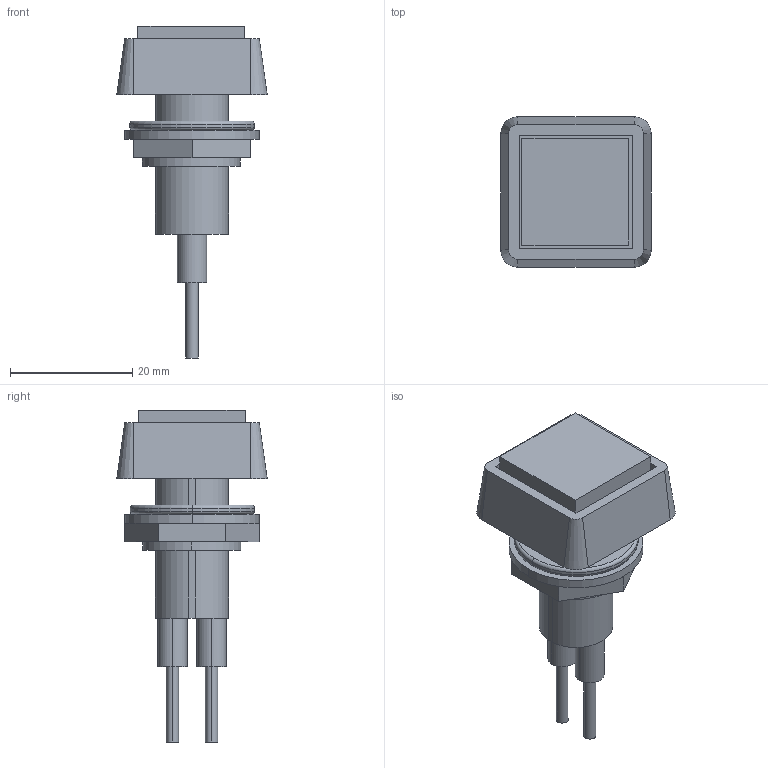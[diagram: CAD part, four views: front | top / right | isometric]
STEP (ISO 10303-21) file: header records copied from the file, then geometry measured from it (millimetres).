
FILE_DESCRIPTION(('STEP AP214'),'1');
FILE_NAME('cctmp_FB130FE0-28DA-4D4A-BFDA-5ADCED6960CD_2023_08_14_21_02_51_0023..stp','2023-08-14T19:02:51',('SIEMENS A&D'),('CADClick - www.CADClick.com'),'Spatial InterOp 3D postprocessed',' ','unknown authorization');
FILE_SCHEMA(('AUTOMOTIVE_DESIGN'));
Length unit declared in the file: millimetre
Products named in the file (13): cc_unnamed; 2023_08_14_21_02_51_0008; 2023_08_14_21_02_51_0004; 2023_08_14_21_02_51_0000; 2023_08_14_21_02_50_0996; 2023_08_14_21_02_50_0992; 2023_08_14_21_02_50_0988; 2023_08_14_21_02_50_0984; 2023_08_14_21_02_50_0981; 2023_08_14_21_02_50_0977; 2023_08_14_21_02_50_0972; 2023_08_14_21_02_50_0969; 2023_08_14_21_02_50_0965
Assembly tree (12 placements, depth 2):
  cc_unnamed
    2023_08_14_21_02_51_0008
    2023_08_14_21_02_51_0004
    2023_08_14_21_02_51_0000
    2023_08_14_21_02_50_0996
    2023_08_14_21_02_50_0992
    2023_08_14_21_02_50_0988
    2023_08_14_21_02_50_0984
    2023_08_14_21_02_50_0981
    2023_08_14_21_02_50_0977
    2023_08_14_21_02_50_0972
    2023_08_14_21_02_50_0969
    2023_08_14_21_02_50_0965
Bounding box: 24.61 x 24.61 x 54.35 mm (x, y, z)
Volume: 8536.6 mm3; surface area: 7754.8 mm2
Topology: 12 solids, 12 shells, 82 faces, 170 edges, 112 vertices
Faces by surface type: plane 52, cylinder 22, torus 4, cone 4
Entity records: 2765 total; most frequent: DIRECTION 420, CARTESIAN_POINT 377, ORIENTED_EDGE 340, EDGE_CURVE 170, AXIS2_PLACEMENT_3D 155, VERTEX_POINT 112, LINE 110, VECTOR 110
